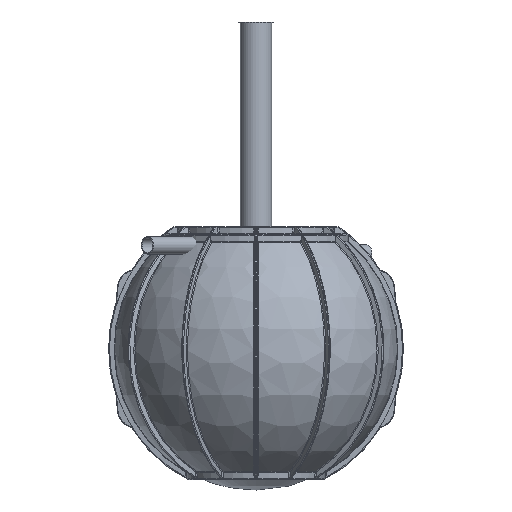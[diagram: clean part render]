
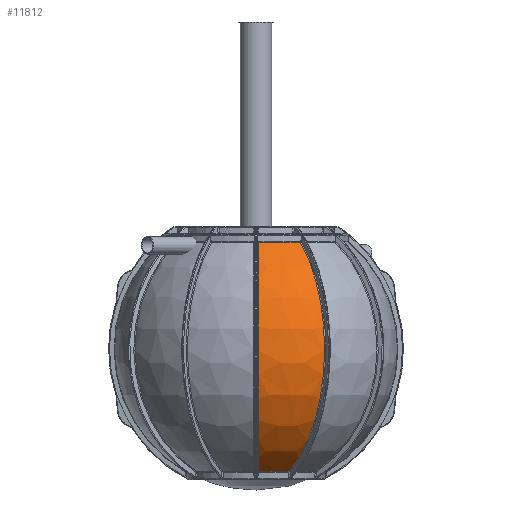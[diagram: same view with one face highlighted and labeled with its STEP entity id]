
A CAD part, front view. The second image highlights one B-rep face of the part: STEP entity #11812.
In plain terms, the highlighted spherical face has radius 900 mm.
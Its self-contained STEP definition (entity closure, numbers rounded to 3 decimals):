
#409=SPHERICAL_SURFACE('',#12895,900.);
#1019=CIRCLE('',#12896,899.884);
#1020=CIRCLE('',#12897,447.078);
#1021=CIRCLE('',#12898,899.884);
#1022=CIRCLE('',#12899,589.576);
#3807=ORIENTED_EDGE('',*,*,#7555,.T.);
#3808=ORIENTED_EDGE('',*,*,#7556,.T.);
#3809=ORIENTED_EDGE('',*,*,#7557,.T.);
#3810=ORIENTED_EDGE('',*,*,#7558,.F.);
#7555=EDGE_CURVE('',#9378,#9379,#1019,.F.);
#7556=EDGE_CURVE('',#9379,#9380,#1020,.T.);
#7557=EDGE_CURVE('',#9380,#9381,#1021,.F.);
#7558=EDGE_CURVE('',#9378,#9381,#1022,.F.);
#9378=VERTEX_POINT('',#20408);
#9379=VERTEX_POINT('',#20409);
#9380=VERTEX_POINT('',#20411);
#9381=VERTEX_POINT('',#20413);
#10147=EDGE_LOOP('',(#3807,#3808,#3809,#3810));
#10941=FACE_BOUND('',#10147,.T.);
#11812=ADVANCED_FACE('',(#10941),#409,.T.);
#12895=AXIS2_PLACEMENT_3D('',#20406,#14447,#14448);
#12896=AXIS2_PLACEMENT_3D('',#20407,#14449,#14450);
#12897=AXIS2_PLACEMENT_3D('',#20410,#14451,#14452);
#12898=AXIS2_PLACEMENT_3D('',#20412,#14453,#14454);
#12899=AXIS2_PLACEMENT_3D('',#20414,#14455,#14456);
#14447=DIRECTION('',(0.,0.,-1.));
#14448=DIRECTION('',(-1.,0.,0.));
#14449=DIRECTION('',(-1.,0.,0.));
#14450=DIRECTION('',(0.,-1.,0.));
#14451=DIRECTION('',(0.,0.,1.));
#14452=DIRECTION('',(1.,0.,0.));
#14453=DIRECTION('',(0.866,0.5,0.));
#14454=DIRECTION('',(-0.5,0.866,0.));
#14455=DIRECTION('',(0.,0.,-1.));
#14456=DIRECTION('',(-1.,0.,0.));
#20406=CARTESIAN_POINT('',(0.,0.,0.));
#20407=CARTESIAN_POINT('',(14.479,0.,0.));
#20408=CARTESIAN_POINT('',(14.479,-589.398,680.));
#20409=CARTESIAN_POINT('',(14.479,-446.844,-781.103));
#20410=CARTESIAN_POINT('',(0.,0.,-781.103));
#20411=CARTESIAN_POINT('',(210.883,-394.217,-781.103));
#20412=CARTESIAN_POINT('',(-12.539,-7.24,0.));
#20413=CARTESIAN_POINT('',(282.16,-517.673,680.));
#20414=CARTESIAN_POINT('',(0.,0.,680.));
